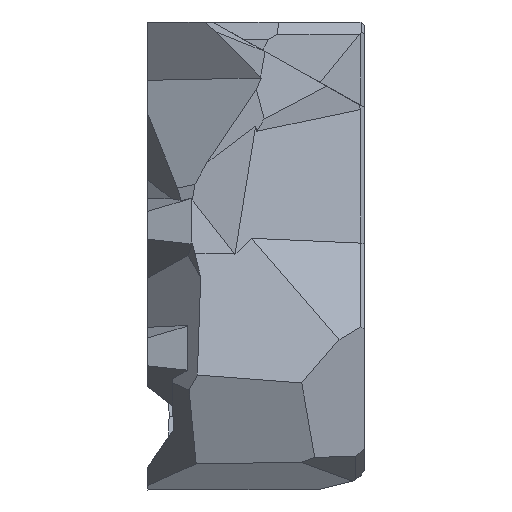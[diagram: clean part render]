
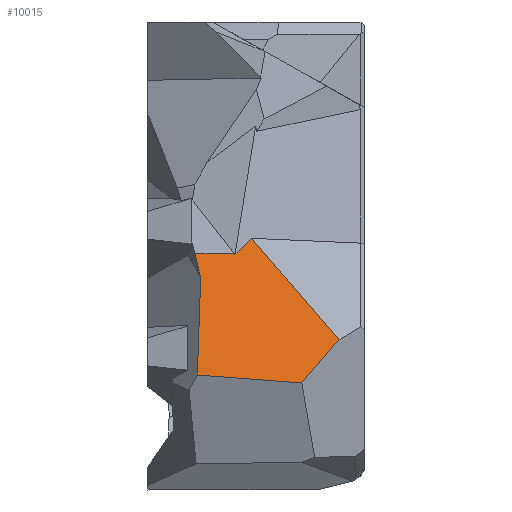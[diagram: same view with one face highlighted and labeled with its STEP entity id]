
A CAD part, left-side view. The second image highlights one B-rep face of the part: STEP entity #10015.
In plain terms, the highlighted planar face has unit normal (-0.966, 0, 0.261).
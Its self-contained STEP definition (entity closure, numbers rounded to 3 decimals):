
#1074=PLANE('',#10637);
#1490=FACE_OUTER_BOUND('',#2015,.T.);
#2015=EDGE_LOOP('',(#7930,#7931,#7932,#7933,#7934,#7935,#7936,#7937));
#2645=LINE('',#25614,#3320);
#2649=LINE('',#25621,#3324);
#2660=LINE('',#25643,#3335);
#2661=LINE('',#25645,#3336);
#2662=LINE('',#25647,#3337);
#2663=LINE('',#25649,#3338);
#2664=LINE('',#25651,#3339);
#2665=LINE('',#25652,#3340);
#3320=VECTOR('',#11840,1000.);
#3324=VECTOR('',#11846,1000.);
#3335=VECTOR('',#11869,1000.);
#3336=VECTOR('',#11870,1000.);
#3337=VECTOR('',#11871,1000.);
#3338=VECTOR('',#11872,1000.);
#3339=VECTOR('',#11873,1000.);
#3340=VECTOR('',#11874,1000.);
#4460=VERTEX_POINT('',#25611);
#4461=VERTEX_POINT('',#25613);
#4463=VERTEX_POINT('',#25619);
#4468=VERTEX_POINT('',#25642);
#4469=VERTEX_POINT('',#25644);
#4470=VERTEX_POINT('',#25646);
#4471=VERTEX_POINT('',#25648);
#4472=VERTEX_POINT('',#25650);
#5770=EDGE_CURVE('',#4461,#4460,#2645,.T.);
#5774=EDGE_CURVE('',#4463,#4460,#2649,.T.);
#5785=EDGE_CURVE('',#4468,#4463,#2660,.T.);
#5786=EDGE_CURVE('',#4468,#4469,#2661,.T.);
#5787=EDGE_CURVE('',#4470,#4469,#2662,.T.);
#5788=EDGE_CURVE('',#4471,#4470,#2663,.T.);
#5789=EDGE_CURVE('',#4472,#4471,#2664,.T.);
#5790=EDGE_CURVE('',#4461,#4472,#2665,.T.);
#7930=ORIENTED_EDGE('',*,*,#5770,.T.);
#7931=ORIENTED_EDGE('',*,*,#5774,.F.);
#7932=ORIENTED_EDGE('',*,*,#5785,.F.);
#7933=ORIENTED_EDGE('',*,*,#5786,.T.);
#7934=ORIENTED_EDGE('',*,*,#5787,.F.);
#7935=ORIENTED_EDGE('',*,*,#5788,.F.);
#7936=ORIENTED_EDGE('',*,*,#5789,.F.);
#7937=ORIENTED_EDGE('',*,*,#5790,.F.);
#10015=ADVANCED_FACE('',(#1490),#1074,.F.);
#10637=AXIS2_PLACEMENT_3D('',#25641,#11867,#11868);
#11840=DIRECTION('',(0.2,0.64,0.742));
#11846=DIRECTION('',(0.185,-0.705,0.685));
#11867=DIRECTION('center_axis',(0.965,0.,
-0.261));
#11868=DIRECTION('ref_axis',(0.,-1.,0.));
#11869=DIRECTION('',(-0.21,-0.59,-0.779));
#11870=DIRECTION('',(0.,1.,0.));
#11871=DIRECTION('',(0.254,0.23,0.94));
#11872=DIRECTION('',(0.26,-0.033,0.965));
#11873=DIRECTION('',(0.02,0.997,0.075));
#11874=DIRECTION('',(-0.2,0.64,-0.742));
#25611=CARTESIAN_POINT('',(-30.604,-13.131,34.17));
#25613=CARTESIAN_POINT('',(-34.062,-24.186,21.352));
#25614=CARTESIAN_POINT('',(-33.525,-22.468,23.344));
#25619=CARTESIAN_POINT('',(-31.151,-11.042,32.142));
#25621=CARTESIAN_POINT('',(-28.391,-21.577,42.369));
#25641=CARTESIAN_POINT('Origin',(-31.121,-27.5,32.254));
#25642=CARTESIAN_POINT('',(-31.121,-10.956,32.254));
#25643=CARTESIAN_POINT('',(-31.026,-10.692,32.604));
#25644=CARTESIAN_POINT('',(-31.121,-5.979,32.254));
#25645=CARTESIAN_POINT('',(-31.121,-27.5,32.254));
#25646=CARTESIAN_POINT('',(-31.929,-6.712,29.257));
#25647=CARTESIAN_POINT('',(-27.9,-3.061,44.189));
#25648=CARTESIAN_POINT('',(-35.265,-6.292,16.896));
#25649=CARTESIAN_POINT('',(-30.401,-6.905,34.919));
#25650=CARTESIAN_POINT('',(-35.534,-19.483,15.897));
#25651=CARTESIAN_POINT('',(-35.564,-20.969,15.785));
#25652=CARTESIAN_POINT('',(-34.793,-21.852,18.645));
